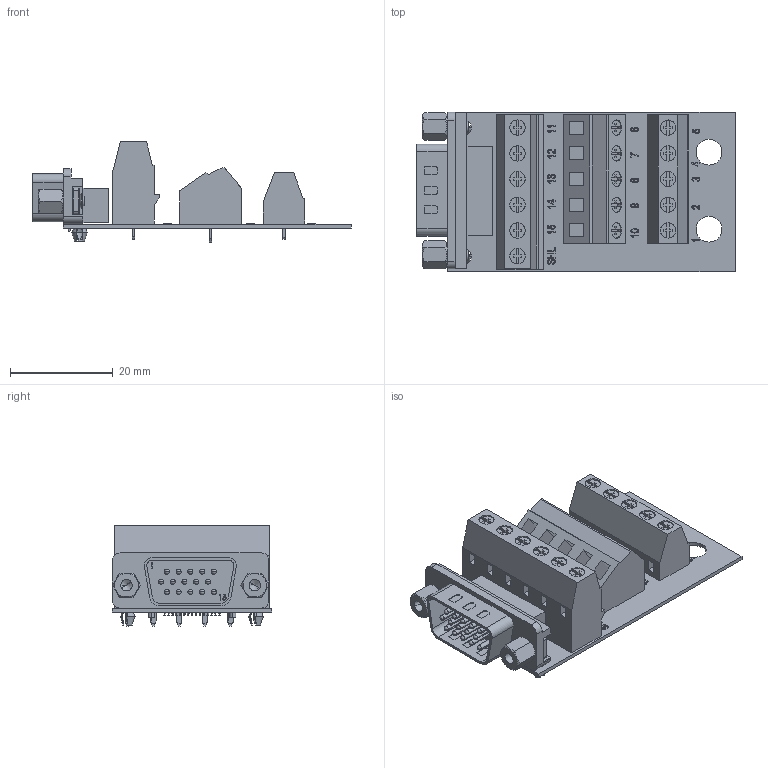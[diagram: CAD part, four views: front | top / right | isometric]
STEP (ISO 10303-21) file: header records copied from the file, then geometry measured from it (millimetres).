
FILE_DESCRIPTION (( 'STEP AP214' ), '1' );
FILE_NAME ('DGBH15MT1.STEP', '2010-08-19T18:53:20', ( 'x' ), ( 'Microsoft' ), 'SwSTEP 2.0', 'SolidWorks 2010', '' );
FILE_SCHEMA (( 'AUTOMOTIVE_DESIGN' ));
Length unit declared in the file: inch
Products named in the file (9): DGBH15MT1; DGBH15MT1-MA2; DGBH15MT1-MA1; 3AA02-010; DGB9MT1-MA3_.160lg hex x .190 thd; SDH15P_Without Mounting Flange and Solder Cups; ETB21 5 POS; ETB22 6 POS; ETB20 5 POS
Assembly tree (10 placements, depth 2):
  DGBH15MT1
    ETB21 5 POS
    ETB22 6 POS
    DGB9MT1-MA3_.160lg hex x .190 thd  x2
    DGBH15MT1-MA2
    SDH15P_Without Mounting Flange and Solder Cups
    ETB20 5 POS
    3AA02-010  x2
    DGBH15MT1-MA1
Bounding box: 61.96 x 30.99 x 19.51 mm (x, y, z)
Volume: 10660.7 mm3; surface area: 11708.7 mm2
Topology: 10 solids, 10 shells, 1268 faces, 3311 edges, 2147 vertices
Faces by surface type: plane 775, cylinder 172, bspline 149, cone 110, sphere 38, torus 24
Entity records: 56571 total; most frequent: CARTESIAN_POINT 20396, ORIENTED_EDGE 6130, DIRECTION 5367, EDGE_CURVE 3065, LINE 2157, VECTOR 2157, VERTEX_POINT 2016, AXIS2_PLACEMENT_3D 1605
